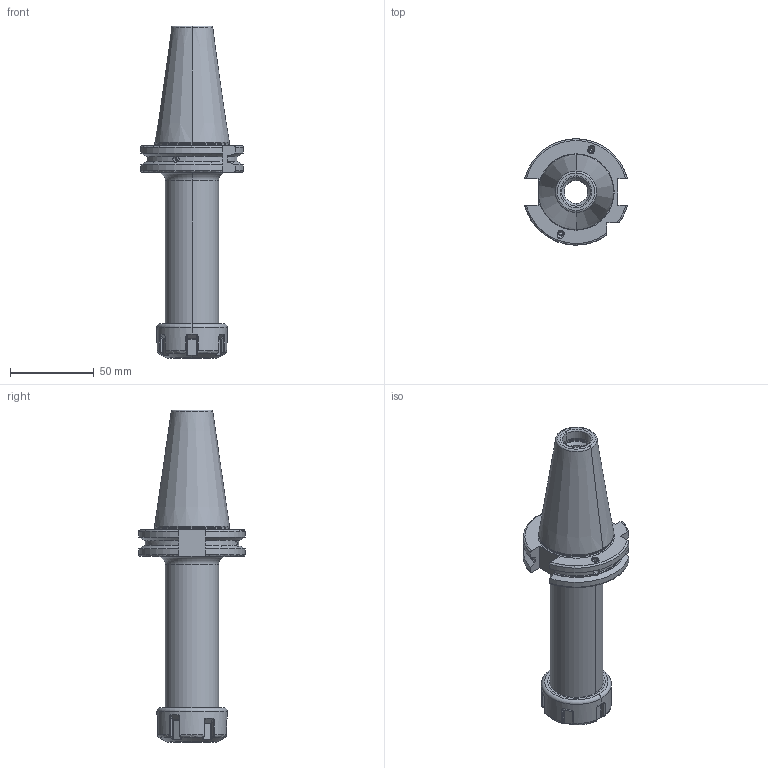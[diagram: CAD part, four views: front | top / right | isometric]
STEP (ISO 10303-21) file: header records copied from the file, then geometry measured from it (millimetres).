
FILE_DESCRIPTION((''),'2;1');
FILE_NAME('403_02_16_130','2021-04-06T',('103090'),(''),'CREO PARAMETRIC BY PTC INC, 2016260','CREO PARAMETRIC BY PTC INC, 2016260','');
FILE_SCHEMA(('CONFIG_CONTROL_DESIGN'));
Length unit declared in the file: millimetre
Products named in the file (1): 403_02_16_130
Bounding box: 61.48 x 63.54 x 198.4 mm (x, y, z)
Volume: 169367.1 mm3; surface area: 40067.2 mm2
Topology: 1 solids, 1 shells, 336 faces, 835 edges, 511 vertices
Faces by surface type: plane 83, cylinder 81, bspline 60, torus 56, cone 44, sphere 12
Entity records: 13124 total; most frequent: CARTESIAN_POINT 5604, ORIENTED_EDGE 1660, DIRECTION 1407, EDGE_CURVE 830, AXIS2_PLACEMENT_3D 546, VERTEX_POINT 505, EDGE_LOOP 351, FACE_OUTER_BOUND 336
